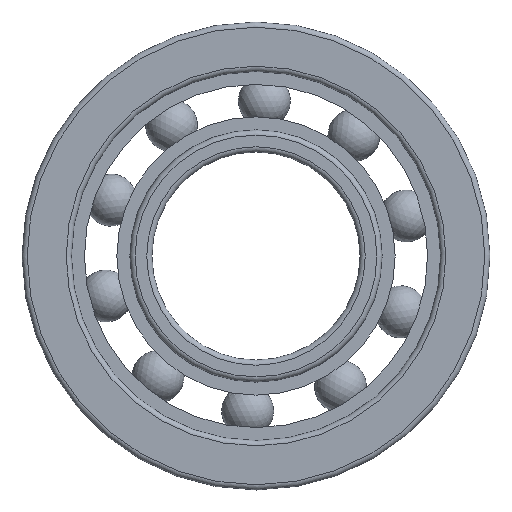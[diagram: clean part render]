
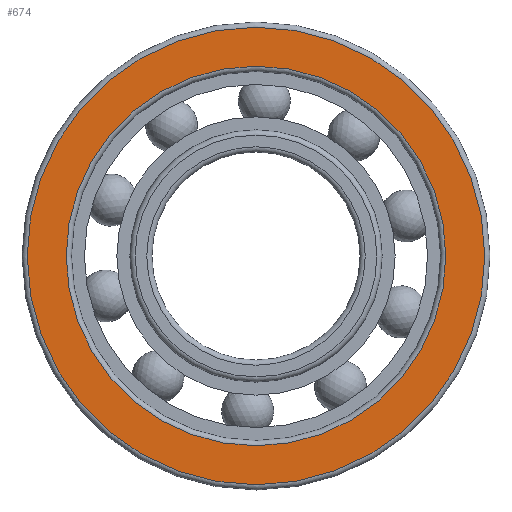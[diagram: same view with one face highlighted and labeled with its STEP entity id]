
A CAD part, front view. The second image highlights one B-rep face of the part: STEP entity #674.
In plain terms, the highlighted planar face has unit normal (0, -1, 0).
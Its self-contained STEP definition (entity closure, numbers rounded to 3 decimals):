
#90=FACE_BOUND('',#165,.T.);
#99=PLANE('',#849);
#123=FACE_OUTER_BOUND('',#164,.T.);
#164=EDGE_LOOP('',(#559,#560));
#165=EDGE_LOOP('',(#561,#562));
#266=CIRCLE('',#850,8.8);
#267=CIRCLE('',#851,8.8);
#268=CIRCLE('',#852,7.3);
#269=CIRCLE('',#853,7.3);
#338=VERTEX_POINT('',#1306);
#339=VERTEX_POINT('',#1307);
#340=VERTEX_POINT('',#1310);
#341=VERTEX_POINT('',#1311);
#421=EDGE_CURVE('',#338,#339,#266,.F.);
#422=EDGE_CURVE('',#339,#338,#267,.F.);
#423=EDGE_CURVE('',#340,#341,#268,.T.);
#424=EDGE_CURVE('',#341,#340,#269,.T.);
#559=ORIENTED_EDGE('',*,*,#421,.T.);
#560=ORIENTED_EDGE('',*,*,#422,.T.);
#561=ORIENTED_EDGE('',*,*,#423,.T.);
#562=ORIENTED_EDGE('',*,*,#424,.T.);
#674=ADVANCED_FACE('',(#123,#90),#99,.F.);
#849=AXIS2_PLACEMENT_3D('',#1305,#1059,#1060);
#850=AXIS2_PLACEMENT_3D('',#1308,#1061,#1062);
#851=AXIS2_PLACEMENT_3D('',#1309,#1063,#1064);
#852=AXIS2_PLACEMENT_3D('',#1312,#1065,#1066);
#853=AXIS2_PLACEMENT_3D('',#1313,#1067,#1068);
#1059=DIRECTION('center_axis',(0.,1.,0.));
#1060=DIRECTION('ref_axis',(0.,0.,1.));
#1061=DIRECTION('center_axis',(0.,1.,0.));
#1062=DIRECTION('ref_axis',(0.,0.,1.));
#1063=DIRECTION('center_axis',(0.,1.,0.));
#1064=DIRECTION('ref_axis',(0.,0.,1.));
#1065=DIRECTION('center_axis',(0.,1.,0.));
#1066=DIRECTION('ref_axis',(0.,0.,1.));
#1067=DIRECTION('center_axis',(0.,1.,0.));
#1068=DIRECTION('ref_axis',(0.,0.,1.));
#1305=CARTESIAN_POINT('Origin',(0.,0.,0.));
#1306=CARTESIAN_POINT('',(0.,0.,8.8));
#1307=CARTESIAN_POINT('',(0.,0.,-8.8));
#1308=CARTESIAN_POINT('Origin',(0.,0.,0.));
#1309=CARTESIAN_POINT('Origin',(0.,0.,0.));
#1310=CARTESIAN_POINT('',(0.,0.,7.3));
#1311=CARTESIAN_POINT('',(0.,0.,-7.3));
#1312=CARTESIAN_POINT('Origin',(0.,0.,0.));
#1313=CARTESIAN_POINT('Origin',(0.,0.,0.));
